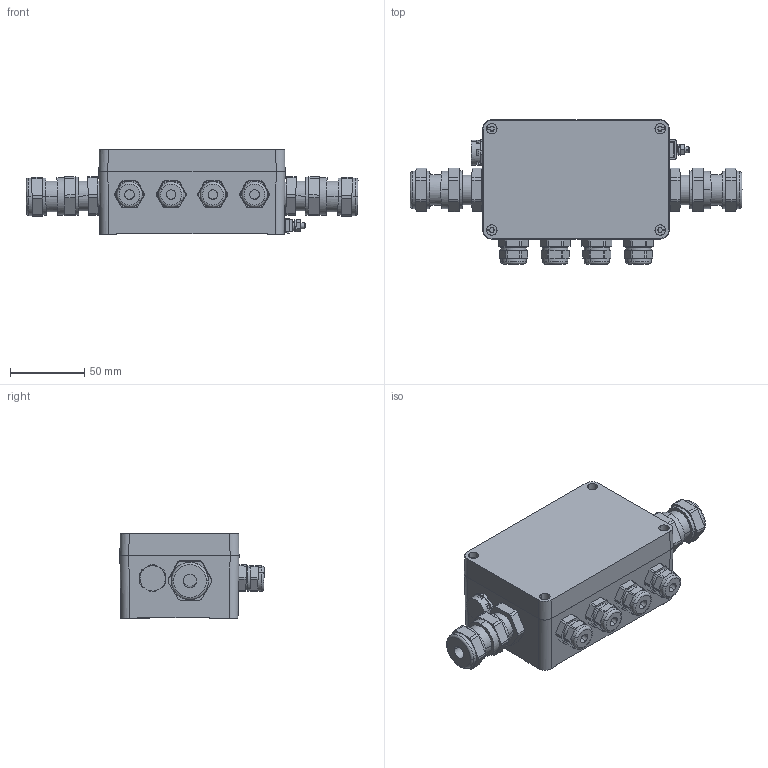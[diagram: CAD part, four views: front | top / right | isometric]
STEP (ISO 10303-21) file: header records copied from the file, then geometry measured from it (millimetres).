
FILE_DESCRIPTION(('CATIA V5 STEP Exchange','CAx-IF Rec.Pracs.--- Model Styling and Organization---1.4--- 2014-01-23'),'2;1');
FILE_NAME ('D1494103_2', '2024-04-24T08:05:45+00:00', ('none'), ('Weidmueller'), 'CATIA Version 5-6 Release 2016 SP3 HF44', 'CATIA V5 STEP AP214', 'none');
FILE_SCHEMA(('AUTOMOTIVE_DESIGN { 1 0 10303 214 1 1 1 1 }'));
Length unit declared in the file: millimetre
Products named in the file (1): S3D_FBCon_PA_CG_4way_Limiter_R_T
Bounding box: 222.91 x 96.89 x 57 mm (x, y, z)
Volume: 613685.9 mm3; surface area: 63555.8 mm2
Topology: 1 solids, 1 shells, 578 faces, 1744 edges, 1212 vertices
Faces by surface type: plane 298, cylinder 202, extrusion 52, torus 12, cone 8, bspline 6
Entity records: 20260 total; most frequent: CARTESIAN_POINT 5354, ORIENTED_EDGE 3488, DIRECTION 2067, EDGE_CURVE 1744, VERTEX_POINT 1212, VECTOR 1072, LINE 1020, AXIS2_PLACEMENT_3D 731
